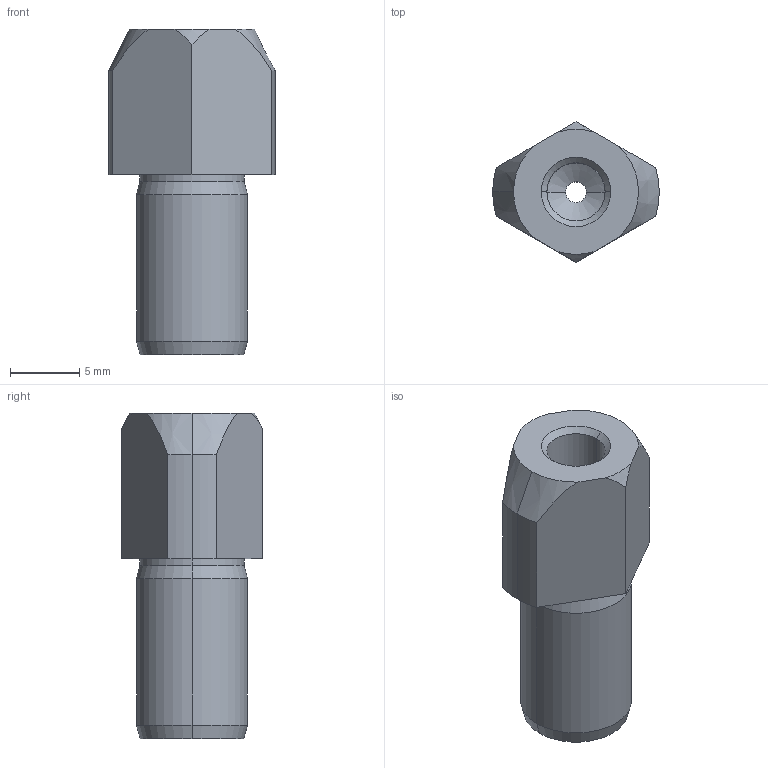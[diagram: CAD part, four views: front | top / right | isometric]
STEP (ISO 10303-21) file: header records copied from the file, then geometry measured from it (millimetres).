
FILE_DESCRIPTION (( 'STEP AP203' ), '1' );
FILE_NAME ('10063001.STEP', '2016-12-16T12:41:22', ( '' ), ( '' ), 'SwSTEP 2.0', 'SolidWorks 2015', '' );
FILE_SCHEMA (( 'CONFIG_CONTROL_DESIGN' ));
Length unit declared in the file: millimetre
Products named in the file (1): 10063001
Bounding box: 12 x 10.13 x 23.5 mm (x, y, z)
Volume: 1266 mm3; surface area: 1022.2 mm2
Topology: 1 solids, 1 shells, 31 faces, 71 edges, 43 vertices
Faces by surface type: cone 13, cylinder 11, plane 7
Entity records: 985 total; most frequent: CARTESIAN_POINT 194, DIRECTION 158, ORIENTED_EDGE 142, EDGE_CURVE 71, AXIS2_PLACEMENT_3D 63, VERTEX_POINT 43, EDGE_LOOP 34, LINE 32
